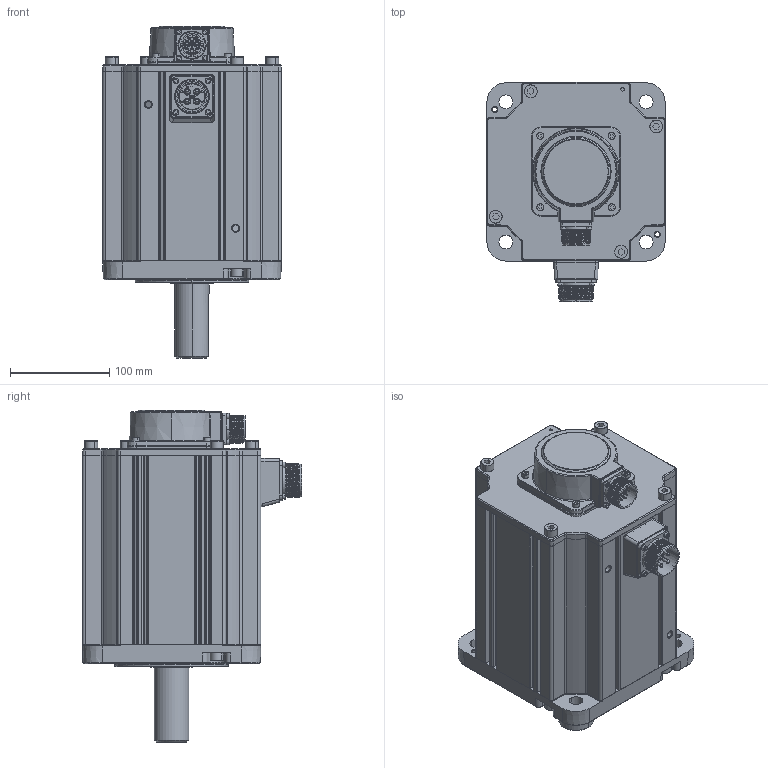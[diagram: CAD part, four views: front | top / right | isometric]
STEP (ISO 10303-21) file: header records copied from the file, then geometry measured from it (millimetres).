
FILE_DESCRIPTION (( 'STEP AP203' ), '1' );
FILE_NAME ('MS6G-180CN15E2-47P5.STEP', '2025-04-19T04:54:43', ( '' ), ( '' ), 'SwSTEP 2.0', 'SolidWorks 2022', '' );
FILE_SCHEMA (( 'CONFIG_CONTROL_DESIGN' ));
Length unit declared in the file: millimetre
Products named in the file (1): MS6G-180CN15E2-47P5
Bounding box: 180 x 221.1 x 335 mm (x, y, z)
Volume: 6393598.1 mm3; surface area: 496940.5 mm2
Topology: 41 solids, 41 shells, 3461 faces, 8806 edges, 5603 vertices
Faces by surface type: plane 1353, cylinder 870, bspline 727, cone 261, torus 205, sphere 45
Entity records: 145781 total; most frequent: CARTESIAN_POINT 67210, ORIENTED_EDGE 17412, DIRECTION 14415, EDGE_CURVE 8706, VERTEX_POINT 5603, AXIS2_PLACEMENT_3D 5037, VECTOR 4341, LINE 4341
